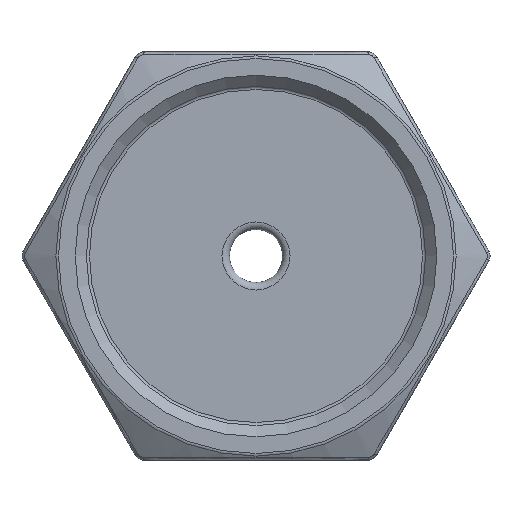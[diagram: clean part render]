
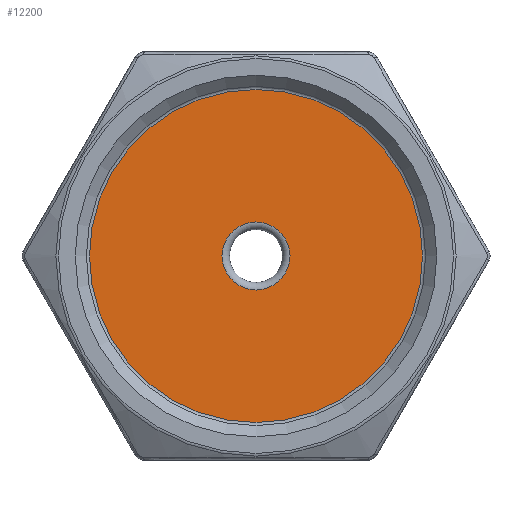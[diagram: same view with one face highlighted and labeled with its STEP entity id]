
A CAD part, left-side view. The second image highlights one B-rep face of the part: STEP entity #12200.
In plain terms, the highlighted planar face has unit normal (-1, 0, 0).
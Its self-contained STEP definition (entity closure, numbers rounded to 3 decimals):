
#568 = DIRECTION ( 'NONE',  ( 1., 0., 0. ) ) ;
#2134 = DIRECTION ( 'NONE',  ( 0., 0., 1. ) ) ;
#3343 = CIRCLE ( 'NONE', #4208, 4.5 ) ;
#3941 = FACE_BOUND ( 'NONE', #7333, .T. ) ;
#4208 = AXIS2_PLACEMENT_3D ( 'NONE', #10226, #6527, #9270 ) ;
#4501 = CIRCLE ( 'NONE', #11689, 22.023 ) ;
#4615 = ORIENTED_EDGE ( 'NONE', *, *, #11837, .F. ) ;
#5064 = CARTESIAN_POINT ( 'NONE',  ( 20.5, 0., -4.5 ) ) ;
#5198 = CARTESIAN_POINT ( 'NONE',  ( 20.5, 0., 0. ) ) ;
#5905 = EDGE_CURVE ( 'NONE', #11859, #11859, #3343, .T. ) ;
#6088 = PLANE ( 'NONE',  #10696 ) ;
#6377 = CARTESIAN_POINT ( 'NONE',  ( 20.5, 0., 22.023 ) ) ;
#6527 = DIRECTION ( 'NONE',  ( 1., 0., 0. ) ) ;
#6550 = DIRECTION ( 'NONE',  ( 0., 1., 0. ) ) ;
#6811 = ORIENTED_EDGE ( 'NONE', *, *, #5905, .T. ) ;
#6949 = DIRECTION ( 'NONE',  ( 1., 0., 0. ) ) ;
#7333 = EDGE_LOOP ( 'NONE', ( #6811 ) ) ;
#7885 = FACE_OUTER_BOUND ( 'NONE', #9466, .T. ) ;
#8472 = VERTEX_POINT ( 'NONE', #6377 ) ;
#9270 = DIRECTION ( 'NONE',  ( 0., 0., -1. ) ) ;
#9466 = EDGE_LOOP ( 'NONE', ( #4615 ) ) ;
#10226 = CARTESIAN_POINT ( 'NONE',  ( 20.5, 0., 0. ) ) ;
#10696 = AXIS2_PLACEMENT_3D ( 'NONE', #12198, #568, #6550 ) ;
#11689 = AXIS2_PLACEMENT_3D ( 'NONE', #5198, #6949, #2134 ) ;
#11837 = EDGE_CURVE ( 'NONE', #8472, #8472, #4501, .T. ) ;
#11859 = VERTEX_POINT ( 'NONE', #5064 ) ;
#12198 = CARTESIAN_POINT ( 'NONE',  ( 20.5, 0., -22.522 ) ) ;
#12200 = ADVANCED_FACE ( 'NONE', ( #3941, #7885 ), #6088, .F. ) ;
